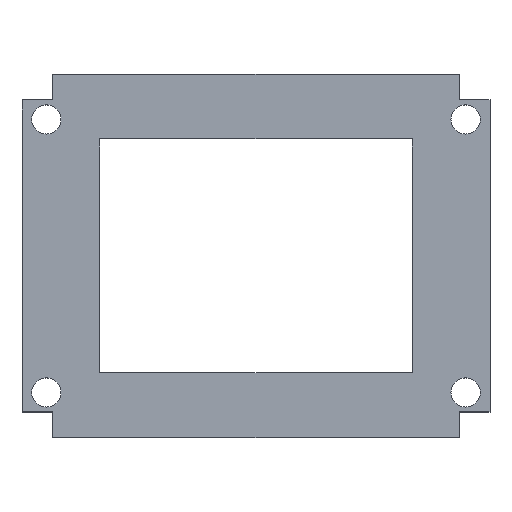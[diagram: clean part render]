
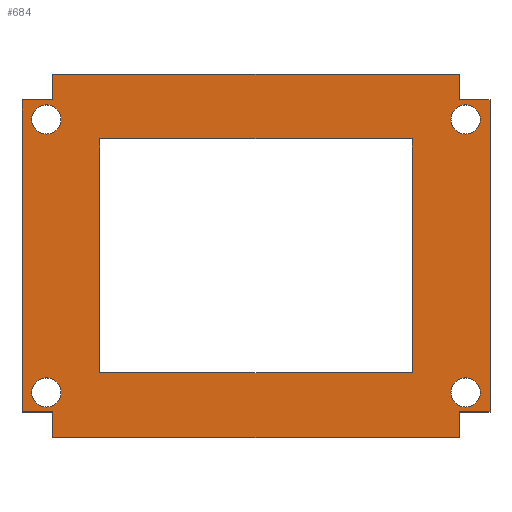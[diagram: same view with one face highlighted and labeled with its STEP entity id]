
A CAD part, top view. The second image highlights one B-rep face of the part: STEP entity #684.
In plain terms, the highlighted planar face has unit normal (0, 0, 1).
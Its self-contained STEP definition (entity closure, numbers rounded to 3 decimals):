
#21=FACE_BOUND('',#85,.T.);
#22=FACE_BOUND('',#86,.T.);
#23=FACE_BOUND('',#87,.T.);
#24=FACE_BOUND('',#88,.T.);
#25=FACE_BOUND('',#89,.T.);
#31=CIRCLE('',#735,1.5);
#32=CIRCLE('',#736,1.5);
#33=CIRCLE('',#737,1.5);
#34=CIRCLE('',#738,1.5);
#48=FACE_OUTER_BOUND('',#84,.T.);
#84=EDGE_LOOP('',(#521,#522,#523,#524,#525,#526,#527,#528,#529,#530,#531,
#532));
#85=EDGE_LOOP('',(#533));
#86=EDGE_LOOP('',(#534));
#87=EDGE_LOOP('',(#535));
#88=EDGE_LOOP('',(#536));
#89=EDGE_LOOP('',(#537,#538,#539,#540));
#127=LINE('',#966,#215);
#134=LINE('',#980,#222);
#161=LINE('',#1037,#249);
#162=LINE('',#1039,#250);
#163=LINE('',#1041,#251);
#164=LINE('',#1043,#252);
#165=LINE('',#1045,#253);
#166=LINE('',#1046,#254);
#167=LINE('',#1048,#255);
#168=LINE('',#1050,#256);
#169=LINE('',#1052,#257);
#170=LINE('',#1053,#258);
#171=LINE('',#1064,#259);
#172=LINE('',#1066,#260);
#173=LINE('',#1068,#261);
#174=LINE('',#1069,#262);
#215=VECTOR('',#783,10.);
#222=VECTOR('',#792,10.);
#249=VECTOR('',#839,10.);
#250=VECTOR('',#840,10.);
#251=VECTOR('',#841,10.);
#252=VECTOR('',#842,10.);
#253=VECTOR('',#843,10.);
#254=VECTOR('',#844,10.);
#255=VECTOR('',#845,10.);
#256=VECTOR('',#846,10.);
#257=VECTOR('',#847,10.);
#258=VECTOR('',#848,10.);
#259=VECTOR('',#857,10.);
#260=VECTOR('',#858,10.);
#261=VECTOR('',#859,10.);
#262=VECTOR('',#860,10.);
#302=VERTEX_POINT('',#963);
#303=VERTEX_POINT('',#965);
#308=VERTEX_POINT('',#977);
#309=VERTEX_POINT('',#979);
#329=VERTEX_POINT('',#1036);
#330=VERTEX_POINT('',#1038);
#331=VERTEX_POINT('',#1040);
#332=VERTEX_POINT('',#1042);
#333=VERTEX_POINT('',#1044);
#334=VERTEX_POINT('',#1047);
#335=VERTEX_POINT('',#1049);
#336=VERTEX_POINT('',#1051);
#337=VERTEX_POINT('',#1054);
#338=VERTEX_POINT('',#1056);
#339=VERTEX_POINT('',#1058);
#340=VERTEX_POINT('',#1060);
#341=VERTEX_POINT('',#1062);
#342=VERTEX_POINT('',#1063);
#343=VERTEX_POINT('',#1065);
#344=VERTEX_POINT('',#1067);
#367=EDGE_CURVE('',#303,#302,#127,.T.);
#374=EDGE_CURVE('',#309,#308,#134,.T.);
#403=EDGE_CURVE('',#329,#303,#161,.T.);
#404=EDGE_CURVE('',#302,#330,#162,.T.);
#405=EDGE_CURVE('',#330,#331,#163,.T.);
#406=EDGE_CURVE('',#331,#332,#164,.T.);
#407=EDGE_CURVE('',#332,#333,#165,.T.);
#408=EDGE_CURVE('',#333,#309,#166,.T.);
#409=EDGE_CURVE('',#308,#334,#167,.T.);
#410=EDGE_CURVE('',#334,#335,#168,.T.);
#411=EDGE_CURVE('',#335,#336,#169,.T.);
#412=EDGE_CURVE('',#336,#329,#170,.T.);
#413=EDGE_CURVE('',#337,#337,#31,.T.);
#414=EDGE_CURVE('',#338,#338,#32,.T.);
#415=EDGE_CURVE('',#339,#339,#33,.T.);
#416=EDGE_CURVE('',#340,#340,#34,.T.);
#417=EDGE_CURVE('',#341,#342,#171,.T.);
#418=EDGE_CURVE('',#342,#343,#172,.T.);
#419=EDGE_CURVE('',#343,#344,#173,.T.);
#420=EDGE_CURVE('',#344,#341,#174,.T.);
#521=ORIENTED_EDGE('',*,*,#403,.T.);
#522=ORIENTED_EDGE('',*,*,#367,.T.);
#523=ORIENTED_EDGE('',*,*,#404,.T.);
#524=ORIENTED_EDGE('',*,*,#405,.T.);
#525=ORIENTED_EDGE('',*,*,#406,.T.);
#526=ORIENTED_EDGE('',*,*,#407,.T.);
#527=ORIENTED_EDGE('',*,*,#408,.T.);
#528=ORIENTED_EDGE('',*,*,#374,.T.);
#529=ORIENTED_EDGE('',*,*,#409,.T.);
#530=ORIENTED_EDGE('',*,*,#410,.T.);
#531=ORIENTED_EDGE('',*,*,#411,.T.);
#532=ORIENTED_EDGE('',*,*,#412,.T.);
#533=ORIENTED_EDGE('',*,*,#413,.F.);
#534=ORIENTED_EDGE('',*,*,#414,.F.);
#535=ORIENTED_EDGE('',*,*,#415,.F.);
#536=ORIENTED_EDGE('',*,*,#416,.F.);
#537=ORIENTED_EDGE('',*,*,#417,.T.);
#538=ORIENTED_EDGE('',*,*,#418,.T.);
#539=ORIENTED_EDGE('',*,*,#419,.T.);
#540=ORIENTED_EDGE('',*,*,#420,.T.);
#654=PLANE('',#734);
#684=ADVANCED_FACE('',(#48,#21,#22,#23,#24,#25),#654,.T.);
#734=AXIS2_PLACEMENT_3D('',#1035,#837,#838);
#735=AXIS2_PLACEMENT_3D('',#1055,#849,#850);
#736=AXIS2_PLACEMENT_3D('',#1057,#851,#852);
#737=AXIS2_PLACEMENT_3D('',#1059,#853,#854);
#738=AXIS2_PLACEMENT_3D('',#1061,#855,#856);
#783=DIRECTION('',(-1.,0.,0.));
#792=DIRECTION('',(1.,0.,0.));
#837=DIRECTION('center_axis',(0.,0.,1.));
#838=DIRECTION('ref_axis',(1.,0.,0.));
#839=DIRECTION('',(0.,1.,0.));
#840=DIRECTION('',(0.,-1.,0.));
#841=DIRECTION('',(-1.,0.,0.));
#842=DIRECTION('',(0.,-1.,0.));
#843=DIRECTION('',(1.,0.,0.));
#844=DIRECTION('',(0.,-1.,0.));
#845=DIRECTION('',(0.,1.,0.));
#846=DIRECTION('',(1.,0.,0.));
#847=DIRECTION('',(0.,1.,0.));
#848=DIRECTION('',(-1.,0.,0.));
#849=DIRECTION('center_axis',(0.,0.,1.));
#850=DIRECTION('ref_axis',(-1.,0.,0.));
#851=DIRECTION('center_axis',(0.,0.,1.));
#852=DIRECTION('ref_axis',(-1.,0.,0.));
#853=DIRECTION('center_axis',(0.,0.,1.));
#854=DIRECTION('ref_axis',(-1.,0.,0.));
#855=DIRECTION('center_axis',(0.,0.,1.));
#856=DIRECTION('ref_axis',(-1.,0.,0.));
#857=DIRECTION('',(-1.,0.,0.));
#858=DIRECTION('',(0.,1.,0.));
#859=DIRECTION('',(1.,0.,0.));
#860=DIRECTION('',(0.,-1.,0.));
#963=CARTESIAN_POINT('',(-20.85,18.65,3.65));
#965=CARTESIAN_POINT('',(20.85,18.65,3.65));
#966=CARTESIAN_POINT('',(-20.85,18.65,3.65));
#977=CARTESIAN_POINT('',(20.85,-18.65,3.65));
#979=CARTESIAN_POINT('',(-20.85,-18.65,3.65));
#980=CARTESIAN_POINT('',(20.85,-18.65,3.65));
#1035=CARTESIAN_POINT('Origin',(0.,0.,3.65));
#1036=CARTESIAN_POINT('',(20.85,16.,3.65));
#1037=CARTESIAN_POINT('',(20.85,18.65,3.65));
#1038=CARTESIAN_POINT('',(-20.85,16.,3.65));
#1039=CARTESIAN_POINT('',(-20.85,-18.65,3.65));
#1040=CARTESIAN_POINT('',(-24.,16.,3.65));
#1041=CARTESIAN_POINT('',(24.,16.,3.65));
#1042=CARTESIAN_POINT('',(-24.,-16.,3.65));
#1043=CARTESIAN_POINT('',(-24.,16.,3.65));
#1044=CARTESIAN_POINT('',(-20.85,-16.,3.65));
#1045=CARTESIAN_POINT('',(-24.,-16.,3.65));
#1046=CARTESIAN_POINT('',(-20.85,-18.65,3.65));
#1047=CARTESIAN_POINT('',(20.85,-16.,3.65));
#1048=CARTESIAN_POINT('',(20.85,18.65,3.65));
#1049=CARTESIAN_POINT('',(24.,-16.,3.65));
#1050=CARTESIAN_POINT('',(-24.,-16.,3.65));
#1051=CARTESIAN_POINT('',(24.,16.,3.65));
#1052=CARTESIAN_POINT('',(24.,-16.,3.65));
#1053=CARTESIAN_POINT('',(24.,16.,3.65));
#1054=CARTESIAN_POINT('',(23.,14.,3.65));
#1055=CARTESIAN_POINT('Origin',(21.5,14.,3.65));
#1056=CARTESIAN_POINT('',(23.,-14.,3.65));
#1057=CARTESIAN_POINT('Origin',(21.5,-14.,3.65));
#1058=CARTESIAN_POINT('',(-20.,-14.,3.65));
#1059=CARTESIAN_POINT('Origin',(-21.5,-14.,3.65));
#1060=CARTESIAN_POINT('',(-20.,14.,3.65));
#1061=CARTESIAN_POINT('Origin',(-21.5,14.,3.65));
#1062=CARTESIAN_POINT('',(16.,-12.,3.65));
#1063=CARTESIAN_POINT('',(-16.,-12.,3.65));
#1064=CARTESIAN_POINT('',(16.,-12.,3.65));
#1065=CARTESIAN_POINT('',(-16.,12.,3.65));
#1066=CARTESIAN_POINT('',(-16.,-12.,3.65));
#1067=CARTESIAN_POINT('',(16.,12.,3.65));
#1068=CARTESIAN_POINT('',(-16.,12.,3.65));
#1069=CARTESIAN_POINT('',(16.,12.,3.65));
